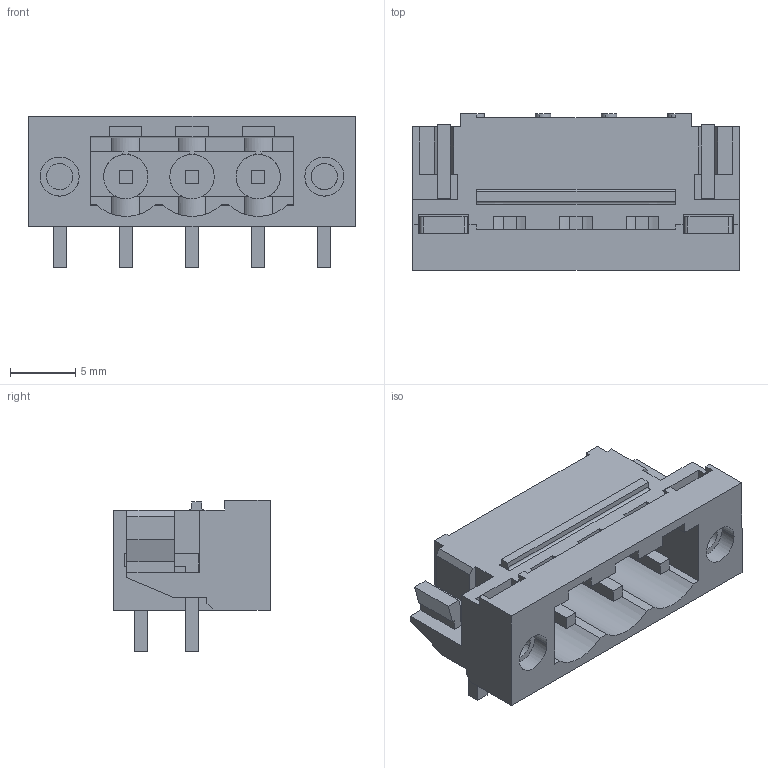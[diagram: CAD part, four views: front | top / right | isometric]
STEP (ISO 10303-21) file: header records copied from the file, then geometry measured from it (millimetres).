
FILE_DESCRIPTION(('CATIA V5R22 STEP214','CAx-IF Rec.Pracs.--- Model Styling and Organization---1.4--- 2014-01-23'),'2;1');
FILE_NAME ('D1456054_1_1780420000_1780420000.stp','2023-05-11T06:54:05+00:00',('none'),('Weidmueller'),'CATIA Version 5-6 Release 2016 SP3 HF44','CATIA V5 STEP AP214','none');
FILE_SCHEMA(('AUTOMOTIVE_DESIGN { 1 0 10303 214 1 1 1 1 }'));
Length unit declared in the file: millimetre
Products named in the file (1): 1780420000
Bounding box: 25.04 x 12 x 11.63 mm (x, y, z)
Volume: 1154.3 mm3; surface area: 2436.5 mm2
Topology: 8 solids, 8 shells, 327 faces, 944 edges, 622 vertices
Faces by surface type: plane 257, cylinder 54, extrusion 8, cone 8
Entity records: 10468 total; most frequent: CARTESIAN_POINT 2304, ORIENTED_EDGE 1888, DIRECTION 1333, EDGE_CURVE 944, VECTOR 751, LINE 743, VERTEX_POINT 622, AXIS2_PLACEMENT_3D 356
